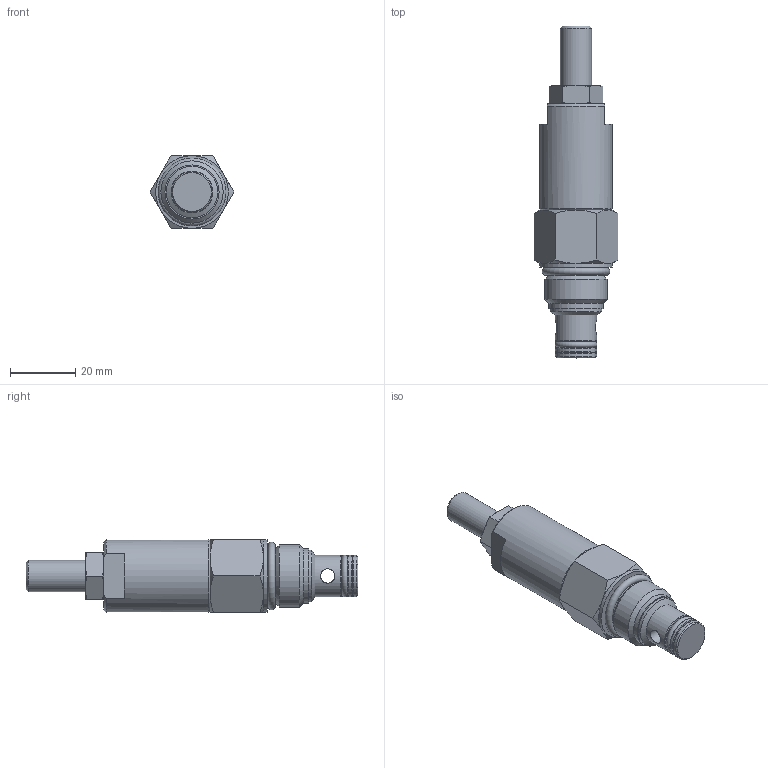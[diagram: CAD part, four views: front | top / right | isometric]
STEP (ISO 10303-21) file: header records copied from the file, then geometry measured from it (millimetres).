
FILE_DESCRIPTION((''),'2;1');
FILE_NAME('ddrv-080-n-s-20_10139-63_RG.stp','2012-06-07T11:16:13',('mmartin'),(''),'Autodesk Inventor 2010','Autodesk Inventor 2010','');
FILE_SCHEMA(('AUTOMOTIVE_DESIGN { 1 0 10303 214 1 1 1 1 }'));
Length unit declared in the file: inch
Products named in the file (1): 10139-63_Shrinkwrap
Bounding box: 25.66 x 101.6 x 22.23 mm (x, y, z)
Volume: 27139 mm3; surface area: 7451.4 mm2
Topology: 3 solids, 3 shells, 93 faces, 205 edges, 122 vertices
Faces by surface type: cone 35, plane 31, cylinder 16, torus 6, bspline 5
Full cylindrical faces by diameter (mm): 4.369 x1, 9.525 x2, 9.83 x2, 9.906 x1, 12.598 x2, 12.7 x1, 15.875 x1, 16.561 x1, 16.764 x2, 19.05 x1, 22.225 x2
Entity records: 2455 total; most frequent: CARTESIAN_POINT 670, DIRECTION 348, ORIENTED_EDGE 322, EDGE_CURVE 161, AXIS2_PLACEMENT_3D 158, EDGE_LOOP 138, VERTEX_POINT 113, FACE_OUTER_BOUND 93
